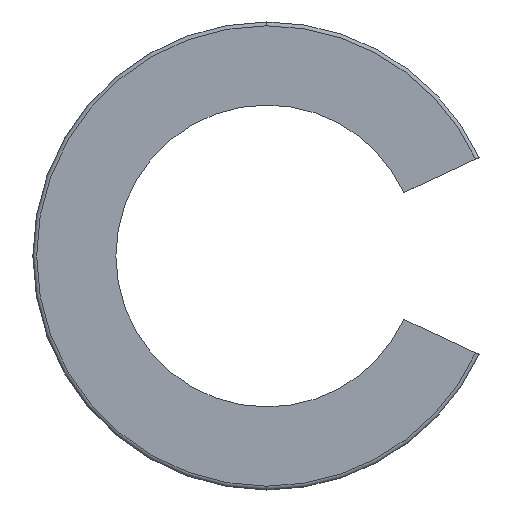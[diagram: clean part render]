
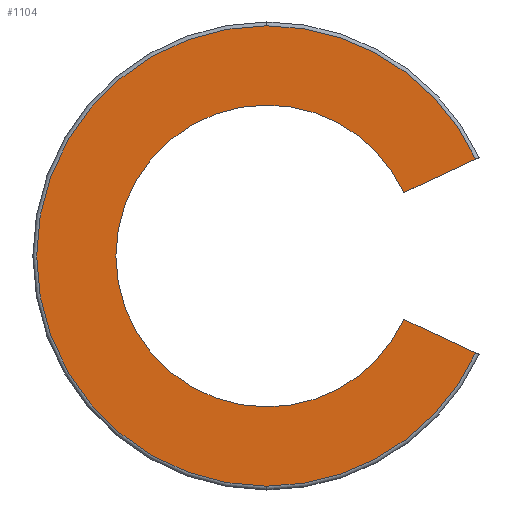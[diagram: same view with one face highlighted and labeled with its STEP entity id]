
A CAD part, left-side view. The second image highlights one B-rep face of the part: STEP entity #1104.
In plain terms, the highlighted planar face has unit normal (-1, 0, 0).
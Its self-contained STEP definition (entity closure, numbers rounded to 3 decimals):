
#13 = AXIS2_PLACEMENT_3D ( 'NONE', #629, #697, #654 ) ;
#43 = AXIS2_PLACEMENT_3D ( 'NONE', #158, #146, #145 ) ;
#47 = AXIS2_PLACEMENT_3D ( 'NONE', #173, #157, #156 ) ;
#49 = AXIS2_PLACEMENT_3D ( 'NONE', #184, #172, #171 ) ;
#116 = VERTEX_POINT ( 'NONE', #418 ) ;
#124 = CARTESIAN_POINT ( 'NONE',  ( -40., 0., -20. ) ) ;
#145 = DIRECTION ( 'NONE',  ( 0., 0., -1. ) ) ;
#146 = DIRECTION ( 'NONE',  ( -1., 0., 0. ) ) ;
#156 = DIRECTION ( 'NONE',  ( 0., 0., 1. ) ) ;
#157 = DIRECTION ( 'NONE',  ( -1., 0., 0. ) ) ;
#158 = CARTESIAN_POINT ( 'NONE',  ( -40., 0., 0. ) ) ;
#166 = CARTESIAN_POINT ( 'NONE',  ( -40., -27.667, 12.838 ) ) ;
#171 = DIRECTION ( 'NONE',  ( 0., 0., 1. ) ) ;
#172 = DIRECTION ( 'NONE',  ( -1., 0., 0. ) ) ;
#173 = CARTESIAN_POINT ( 'NONE',  ( -40., 0., 0. ) ) ;
#184 = CARTESIAN_POINT ( 'NONE',  ( -40., 0., 0. ) ) ;
#186 = CARTESIAN_POINT ( 'NONE',  ( -40., -18.15, 8.4 ) ) ;
#194 = CARTESIAN_POINT ( 'NONE',  ( -40., -18.15, -8.4 ) ) ;
#205 = CARTESIAN_POINT ( 'NONE',  ( -40., 0., 20. ) ) ;
#219 = CARTESIAN_POINT ( 'NONE',  ( -40., -27.667, -12.838 ) ) ;
#227 = VERTEX_POINT ( 'NONE', #236 ) ;
#229 = VERTEX_POINT ( 'NONE', #219 ) ;
#236 = CARTESIAN_POINT ( 'NONE',  ( -40., 0., -30.5 ) ) ;
#239 = VERTEX_POINT ( 'NONE', #205 ) ;
#245 = VERTEX_POINT ( 'NONE', #194 ) ;
#249 = VERTEX_POINT ( 'NONE', #186 ) ;
#267 = VERTEX_POINT ( 'NONE', #166 ) ;
#313 = VERTEX_POINT ( 'NONE', #124 ) ;
#333 = DIRECTION ( 'NONE',  ( 0., 0., -1. ) ) ;
#334 = DIRECTION ( 'NONE',  ( -1., 0., 0. ) ) ;
#335 = CARTESIAN_POINT ( 'NONE',  ( -40., 0., 0. ) ) ;
#360 = DIRECTION ( 'NONE',  ( 0., 0., 1. ) ) ;
#361 = DIRECTION ( 'NONE',  ( -1., 0., 0. ) ) ;
#364 = CARTESIAN_POINT ( 'NONE',  ( -40., 0., 0. ) ) ;
#365 = DIRECTION ( 'NONE',  ( 0., 0., -1. ) ) ;
#366 = DIRECTION ( 'NONE',  ( -1., 0., 0. ) ) ;
#368 = DIRECTION ( 'NONE',  ( 0., -0.906, -0.423 ) ) ;
#369 = CARTESIAN_POINT ( 'NONE',  ( -40., 0., 0. ) ) ;
#380 = DIRECTION ( 'NONE',  ( 0., 0.906, -0.423 ) ) ;
#381 = CARTESIAN_POINT ( 'NONE',  ( -40., -18.15, 8.4 ) ) ;
#389 = CARTESIAN_POINT ( 'NONE',  ( -40., -18.15, -8.4 ) ) ;
#418 = CARTESIAN_POINT ( 'NONE',  ( -40., 0., 30.5 ) ) ;
#447 = CIRCLE ( 'NONE', #43, 30.5 ) ;
#452 = CIRCLE ( 'NONE', #47, 20. ) ;
#458 = CIRCLE ( 'NONE', #49, 20. ) ;
#514 = CIRCLE ( 'NONE', #829, 30.5 ) ;
#526 = CIRCLE ( 'NONE', #833, 20. ) ;
#529 = CIRCLE ( 'NONE', #834, 30.5 ) ;
#533 = LINE ( 'NONE', #389, #546 ) ;
#537 = VECTOR ( 'NONE', #380, 1000. ) ;
#538 = LINE ( 'NONE', #381, #537 ) ;
#546 = VECTOR ( 'NONE', #368, 1000. ) ;
#629 = CARTESIAN_POINT ( 'NONE',  ( -40., 20., 0. ) ) ;
#631 = PLANE ( 'NONE',  #13 ) ;
#654 = DIRECTION ( 'NONE',  ( 0., 0., -1. ) ) ;
#697 = DIRECTION ( 'NONE',  ( 1., 0., 0. ) ) ;
#787 = FACE_OUTER_BOUND ( 'NONE', #975, .T. ) ;
#829 = AXIS2_PLACEMENT_3D ( 'NONE', #335, #334, #333 ) ;
#833 = AXIS2_PLACEMENT_3D ( 'NONE', #364, #361, #360 ) ;
#834 = AXIS2_PLACEMENT_3D ( 'NONE', #369, #366, #365 ) ;
#854 = EDGE_CURVE ( 'NONE', #267, #249, #538, .T. ) ;
#857 = EDGE_CURVE ( 'NONE', #245, #229, #533, .T. ) ;
#858 = EDGE_CURVE ( 'NONE', #267, #116, #529, .T. ) ;
#860 = EDGE_CURVE ( 'NONE', #249, #239, #526, .T. ) ;
#870 = EDGE_CURVE ( 'NONE', #116, #227, #514, .T. ) ;
#906 = ORIENTED_EDGE ( 'NONE', *, *, #854, .F. ) ;
#957 = ORIENTED_EDGE ( 'NONE', *, *, #858, .T. ) ;
#958 = ORIENTED_EDGE ( 'NONE', *, *, #870, .T. ) ;
#959 = ORIENTED_EDGE ( 'NONE', *, *, #1070, .T. ) ;
#960 = ORIENTED_EDGE ( 'NONE', *, *, #1064, .F. ) ;
#975 = EDGE_LOOP ( 'NONE', ( #957, #958, #959, #980, #960, #979, #981, #906 ) ) ;
#979 = ORIENTED_EDGE ( 'NONE', *, *, #1067, .F. ) ;
#980 = ORIENTED_EDGE ( 'NONE', *, *, #857, .F. ) ;
#981 = ORIENTED_EDGE ( 'NONE', *, *, #860, .F. ) ;
#1064 = EDGE_CURVE ( 'NONE', #313, #245, #458, .T. ) ;
#1067 = EDGE_CURVE ( 'NONE', #239, #313, #452, .T. ) ;
#1070 = EDGE_CURVE ( 'NONE', #227, #229, #447, .T. ) ;
#1104 = ADVANCED_FACE ( 'NONE', ( #787 ), #631, .F. ) ;
